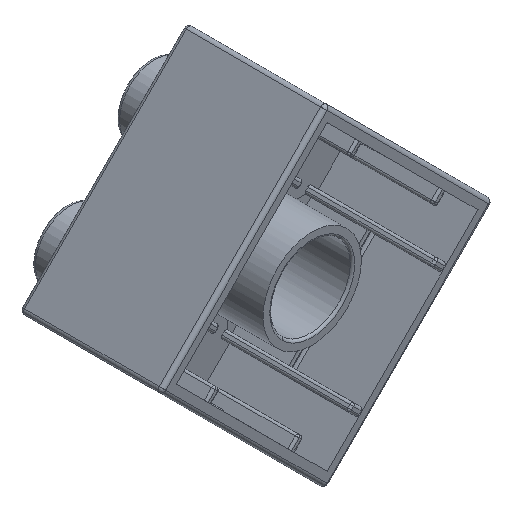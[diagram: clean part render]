
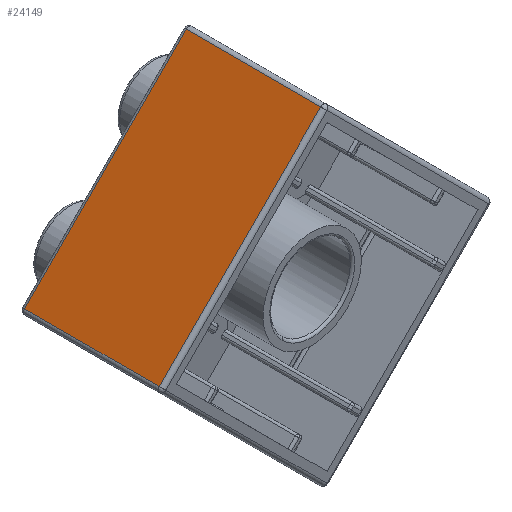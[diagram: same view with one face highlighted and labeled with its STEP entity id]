
A CAD part, isometric view. The second image highlights one B-rep face of the part: STEP entity #24149.
In plain terms, the highlighted free-form (B-spline) face has degree [1, 1] with [2, 2] control points.
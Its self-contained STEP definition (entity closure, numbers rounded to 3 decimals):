
#1708 = ORIENTED_EDGE ( 'NONE', *, *, #14805, .F. ) ;
#2005 = CARTESIAN_POINT ( 'NONE',  ( 31.2, 31.7, 0.5 ) ) ;
#2676 = CARTESIAN_POINT ( 'NONE',  ( 31.2, 31.7, 18.6 ) ) ;
#3433 = VERTEX_POINT ( 'NONE', #12638 ) ;
#4278 = CARTESIAN_POINT ( 'NONE',  ( 0.5, 31.7, 18.6 ) ) ;
#5450 = B_SPLINE_CURVE_WITH_KNOTS ( 'NONE', 1,
 ( #2676, #19854 ),
 .UNSPECIFIED., .F., .F.,
 ( 2, 2 ),
 ( 0., 1. ),
 .UNSPECIFIED. ) ;
#5555 = EDGE_CURVE ( 'NONE', #3433, #24445, #12764, .T. ) ;
#8303 = CARTESIAN_POINT ( 'NONE',  ( 31.2, 31.7, 18.6 ) ) ;
#10353 = ORIENTED_EDGE ( 'NONE', *, *, #5555, .F. ) ;
#10814 = B_SPLINE_CURVE_WITH_KNOTS ( 'NONE', 1,
 ( #11195, #2005 ),
 .UNSPECIFIED., .F., .F.,
 ( 2, 2 ),
 ( 0., 1. ),
 .UNSPECIFIED. ) ;
#11195 = CARTESIAN_POINT ( 'NONE',  ( 0.5, 31.7, 0.5 ) ) ;
#12638 = CARTESIAN_POINT ( 'NONE',  ( 31.2, 31.7, 0.5 ) ) ;
#12764 = B_SPLINE_CURVE_WITH_KNOTS ( 'NONE', 1,
 ( #17799, #19543 ),
 .UNSPECIFIED., .F., .F.,
 ( 2, 2 ),
 ( 0., 1. ),
 .UNSPECIFIED. ) ;
#12994 = CARTESIAN_POINT ( 'NONE',  ( 0.5, 31.7, 18.6 ) ) ;
#14805 = EDGE_CURVE ( 'NONE', #24445, #19762, #5450, .T. ) ;
#17452 = CARTESIAN_POINT ( 'NONE',  ( 31.2, 31.7, 0.5 ) ) ;
#17577 = EDGE_CURVE ( 'NONE', #28134, #3433, #10814, .T. ) ;
#17799 = CARTESIAN_POINT ( 'NONE',  ( 31.2, 31.7, 0.5 ) ) ;
#17915 = B_SPLINE_SURFACE_WITH_KNOTS ( 'NONE', 1, 1, ( 
 ( #17452, #23860 ),
 ( #19944, #12994 ) ),
 .UNSPECIFIED., .F., .F., .F.,
 ( 2, 2 ),
 ( 2, 2 ),
 ( 0.5, 31.2 ),
 ( 0.5, 18.6 ),
 .UNSPECIFIED. ) ;
#18170 = EDGE_CURVE ( 'NONE', #28134, #19762, #19054, .T. ) ;
#18308 = ORIENTED_EDGE ( 'NONE', *, *, #18170, .T. ) ;
#19054 = B_SPLINE_CURVE_WITH_KNOTS ( 'NONE', 1,
 ( #26078, #4278 ),
 .UNSPECIFIED., .F., .F.,
 ( 2, 2 ),
 ( 0., 1. ),
 .UNSPECIFIED. ) ;
#19543 = CARTESIAN_POINT ( 'NONE',  ( 31.2, 31.7, 18.6 ) ) ;
#19762 = VERTEX_POINT ( 'NONE', #20610 ) ;
#19854 = CARTESIAN_POINT ( 'NONE',  ( 0.5, 31.7, 18.6 ) ) ;
#19944 = CARTESIAN_POINT ( 'NONE',  ( 0.5, 31.7, 0.5 ) ) ;
#20610 = CARTESIAN_POINT ( 'NONE',  ( 0.5, 31.7, 18.6 ) ) ;
#22221 = EDGE_LOOP ( 'NONE', ( #10353, #24524, #18308, #1708 ) ) ;
#23860 = CARTESIAN_POINT ( 'NONE',  ( 31.2, 31.7, 18.6 ) ) ;
#24149 = ADVANCED_FACE ( 'NONE', ( #24153 ), #17915, .T. ) ;
#24153 = FACE_OUTER_BOUND ( 'NONE', #22221, .T. ) ;
#24405 = CARTESIAN_POINT ( 'NONE',  ( 0.5, 31.7, 0.5 ) ) ;
#24445 = VERTEX_POINT ( 'NONE', #8303 ) ;
#24524 = ORIENTED_EDGE ( 'NONE', *, *, #17577, .F. ) ;
#26078 = CARTESIAN_POINT ( 'NONE',  ( 0.5, 31.7, 0.5 ) ) ;
#28134 = VERTEX_POINT ( 'NONE', #24405 ) ;
